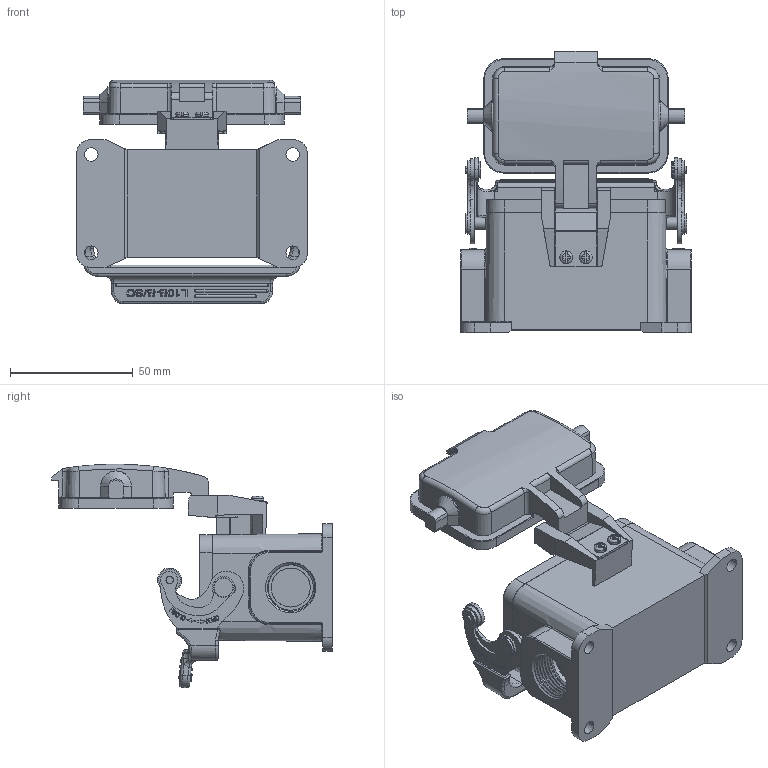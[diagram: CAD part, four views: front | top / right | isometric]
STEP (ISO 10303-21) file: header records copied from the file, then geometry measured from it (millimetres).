
FILE_DESCRIPTION(/* description */ (''),/* implementation_level */ '2;1');
FILE_NAME(/* name */ '3D_1240102611002_HV10B-SF-1L_SC-CV-M20_V1.1.stp',/* time_stamp */ '2023-12-15T11:04:06+08:00',/* author */ (''),/* organization */ (''),/* preprocessor_version */ 'ST-DEVELOPER v18.1',/* originating_system */ 'SIEMENS PLM Software NX 1980',/* authorisation */ '');
FILE_SCHEMA (('AUTOMOTIVE_DESIGN { 1 0 10303 214 3 1 1 1 }'));
Products named in the file (1): 1459338889A0os9m
Bounding box: 94 x 114.38 x 91.08 mm (x, y, z)
Volume: 110529.7 mm3; surface area: 72011.7 mm2
Topology: 6 solids, 8 shells, 1830 faces, 4981 edges, 3243 vertices
Faces by surface type: cylinder 805, plane 780, torus 89, cone 61, bspline 40, extrusion 34, sphere 21
Full cylindrical faces by diameter (mm): 1.9 x2, 3 x4, 4 x2, 4.9 x2, 8 x2, 15.9 x1, 18.5 x8
Entity records: 68769 total; most frequent: CARTESIAN_POINT 25116, ORIENTED_EDGE 9814, DIRECTION 7704, EDGE_CURVE 4907, VERTEX_POINT 3225, AXIS2_PLACEMENT_3D 2716, VECTOR 2272, LINE 2238
